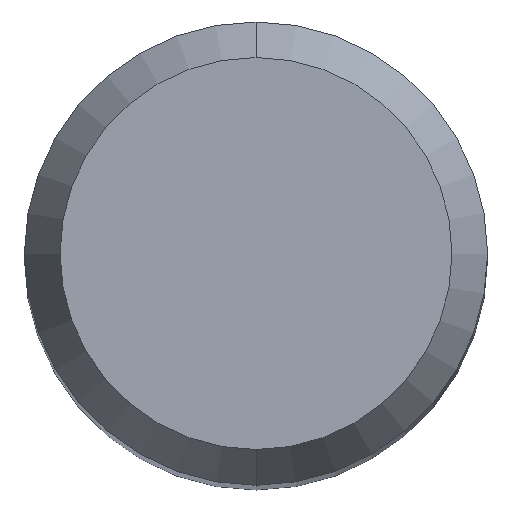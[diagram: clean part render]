
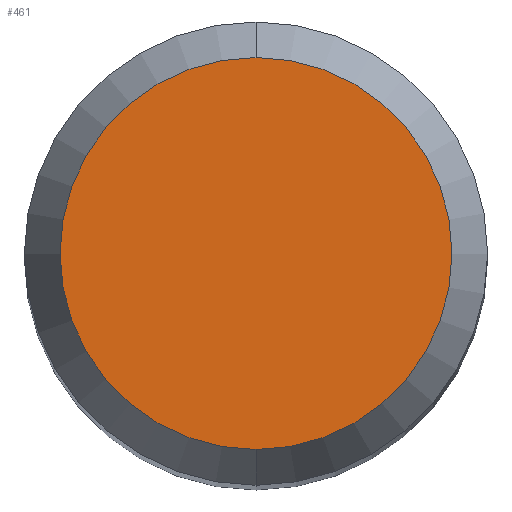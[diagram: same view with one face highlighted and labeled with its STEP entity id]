
A CAD part, top view. The second image highlights one B-rep face of the part: STEP entity #461.
In plain terms, the highlighted planar face has unit normal (0, 0, 1).
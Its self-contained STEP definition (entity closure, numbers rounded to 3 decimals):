
#461=ADVANCED_FACE('',(#1297),#1298,.T.);
#513=EDGE_CURVE('',#875,#839,#1351,.T.);
#839=VERTEX_POINT('',#1710);
#875=VERTEX_POINT('',#1748);
#1031=EDGE_CURVE('',#839,#875,#1916,.T.);
#1297=FACE_OUTER_BOUND('',#2331,.T.);
#1298=PLANE('',#2332);
#1351=CIRCLE('',#2577,2.538);
#1710=CARTESIAN_POINT('',(0.0,2.538,0.0));
#1748=CARTESIAN_POINT('',(0.,-2.538,0.0));
#1916=CIRCLE('',#4701,2.538);
#2331=EDGE_LOOP('',(#5853,#5854));
#2332=AXIS2_PLACEMENT_3D('',#5855,#5856,#5857);
#2577=AXIS2_PLACEMENT_3D('',#5876,#5877,#5878);
#4701=AXIS2_PLACEMENT_3D('',#6505,#6506,#6507);
#5853=ORIENTED_EDGE('',*,*,#1031,.F.);
#5854=ORIENTED_EDGE('',*,*,#513,.F.);
#5855=CARTESIAN_POINT('',(0.0,1.269,0.0));
#5856=DIRECTION('',(-0.0,0.0,1.0));
#5857=DIRECTION('',(0.0,-1.0,0.0));
#5876=CARTESIAN_POINT('',(0.0,0.0,0.0));
#5877=DIRECTION('',(0.0,0.0,-1.0));
#5878=DIRECTION('',(0.0,1.0,0.0));
#6505=CARTESIAN_POINT('',(0.0,0.0,0.0));
#6506=DIRECTION('',(0.0,0.0,-1.0));
#6507=DIRECTION('',(0.0,1.0,0.0));
